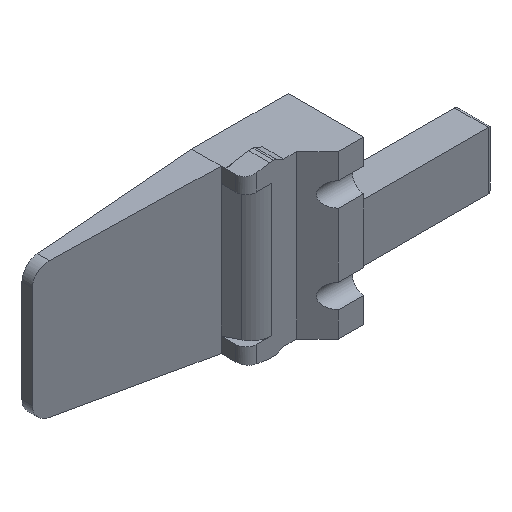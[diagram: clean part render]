
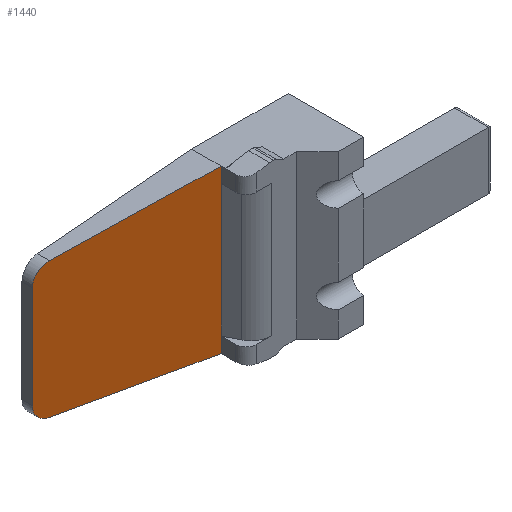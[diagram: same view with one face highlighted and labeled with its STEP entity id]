
A CAD part, isometric view. The second image highlights one B-rep face of the part: STEP entity #1440.
In plain terms, the highlighted planar face has unit normal (-0.11, -0.994, 0).
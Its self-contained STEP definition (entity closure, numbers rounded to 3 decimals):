
#548=DIRECTION('',(0.,0.,1.));
#549=VECTOR('',#548,6.3);
#550=CARTESIAN_POINT('',(-4.6,-1.4,-3.15));
#551=LINE('',#550,#549);
#556=DIRECTION('',(0.,0.,1.));
#557=VECTOR('',#556,0.725);
#558=CARTESIAN_POINT('',(-4.6,-1.4,-3.875));
#559=LINE('',#558,#557);
#560=DIRECTION('',(0.99,-0.11,-0.086));
#561=VECTOR('',#560,7.442);
#562=CARTESIAN_POINT('',(-11.969,-0.581,
-3.238));
#563=LINE('',#562,#561);
#564=CARTESIAN_POINT('',(-12.7,-0.5,-2.441));
#565=CARTESIAN_POINT('',(-12.7,-0.5,-2.564));
#566=CARTESIAN_POINT('',(-12.65,-0.506,
-2.763));
#567=CARTESIAN_POINT('',(-12.5,-0.522,
-2.993));
#568=CARTESIAN_POINT('',(-12.284,-0.546,
-3.161));
#569=CARTESIAN_POINT('',(-12.09,-0.568,
-3.228));
#570=CARTESIAN_POINT('',(-11.969,-0.581,
-3.238));
#572=DIRECTION('',(0.,0.,1.));
#573=VECTOR('',#572,4.882);
#574=CARTESIAN_POINT('',(-12.7,-0.5,-2.441));
#575=LINE('',#574,#573);
#576=CARTESIAN_POINT('',(-11.969,-0.581,
3.238));
#577=CARTESIAN_POINT('',(-12.09,-0.568,
3.228));
#578=CARTESIAN_POINT('',(-12.284,-0.546,
3.161));
#579=CARTESIAN_POINT('',(-12.5,-0.522,
2.993));
#580=CARTESIAN_POINT('',(-12.65,-0.506,
2.763));
#581=CARTESIAN_POINT('',(-12.7,-0.5,2.564));
#582=CARTESIAN_POINT('',(-12.7,-0.5,2.441));
#584=DIRECTION('',(-0.99,0.11,-0.086));
#585=VECTOR('',#584,7.442);
#586=CARTESIAN_POINT('',(-4.6,-1.4,3.875));
#587=LINE('',#586,#585);
#588=DIRECTION('',(0.,0.,1.));
#589=VECTOR('',#588,0.725);
#590=CARTESIAN_POINT('',(-4.6,-1.4,3.15));
#591=LINE('',#590,#589);
#634=VERTEX_POINT('',#564);
#635=VERTEX_POINT('',#570);
#644=CARTESIAN_POINT('',(-11.969,-0.581,
3.238));
#645=VERTEX_POINT('',#644);
#646=VERTEX_POINT('',#582);
#754=CARTESIAN_POINT('',(-4.6,-1.4,-3.875));
#755=CARTESIAN_POINT('',(-4.6,-1.4,-3.15));
#756=VERTEX_POINT('',#754);
#757=VERTEX_POINT('',#755);
#758=CARTESIAN_POINT('',(-4.6,-1.4,3.15));
#759=CARTESIAN_POINT('',(-4.6,-1.4,3.875));
#760=VERTEX_POINT('',#758);
#761=VERTEX_POINT('',#759);
#1421=CARTESIAN_POINT('',(-12.7,-0.5,-3.875));
#1422=DIRECTION('',(-0.11,-0.994,0.));
#1423=DIRECTION('',(0.994,-0.11,0.));
#1424=AXIS2_PLACEMENT_3D('',#1421,#1422,#1423);
#1425=PLANE('',#1424);
#1426=ORIENTED_EDGE('',*,*,#1199,.F.);
#1427=ORIENTED_EDGE('',*,*,#802,.F.);
#1429=ORIENTED_EDGE('',*,*,#1428,.F.);
#1431=ORIENTED_EDGE('',*,*,#1430,.T.);
#1433=ORIENTED_EDGE('',*,*,#1432,.F.);
#1435=ORIENTED_EDGE('',*,*,#1434,.F.);
#1436=ORIENTED_EDGE('',*,*,#1186,.F.);
#1437=ORIENTED_EDGE('',*,*,#1413,.F.);
#1438=EDGE_LOOP('',(#1426,#1427,#1429,#1431,#1433,#1435,#1436,#1437));
#1439=FACE_OUTER_BOUND('',#1438,.F.);
#1440=ADVANCED_FACE('',(#1439),#1425,.T.);
#571=B_SPLINE_CURVE_WITH_KNOTS('',3,(#564,#565,#566,#567,#568,#569,#570),
.UNSPECIFIED.,.F.,.F.,(4,1,1,1,4),(0.,0.25,0.5,0.75,1.),
.UNSPECIFIED.);
#583=B_SPLINE_CURVE_WITH_KNOTS('',3,(#576,#577,#578,#579,#580,#581,#582),
.UNSPECIFIED.,.F.,.F.,(4,1,1,1,4),(0.,0.25,0.5,0.75,1.),
.UNSPECIFIED.);
#802=EDGE_CURVE('',#635,#756,#563,.T.);
#1186=EDGE_CURVE('',#760,#761,#591,.T.);
#1199=EDGE_CURVE('',#756,#757,#559,.T.);
#1413=EDGE_CURVE('',#757,#760,#551,.T.);
#1428=EDGE_CURVE('',#634,#635,#571,.T.);
#1430=EDGE_CURVE('',#634,#646,#575,.T.);
#1432=EDGE_CURVE('',#645,#646,#583,.T.);
#1434=EDGE_CURVE('',#761,#645,#587,.T.);
